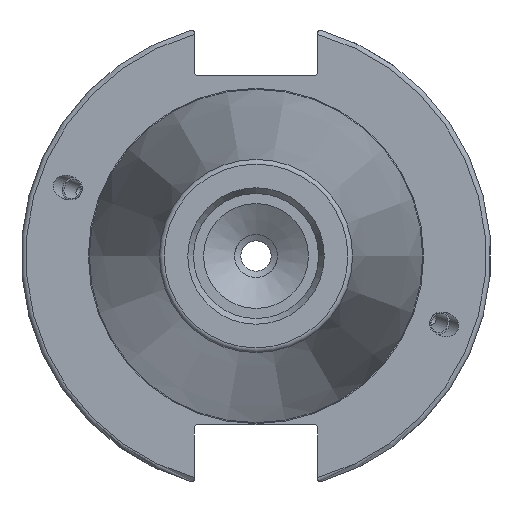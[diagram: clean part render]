
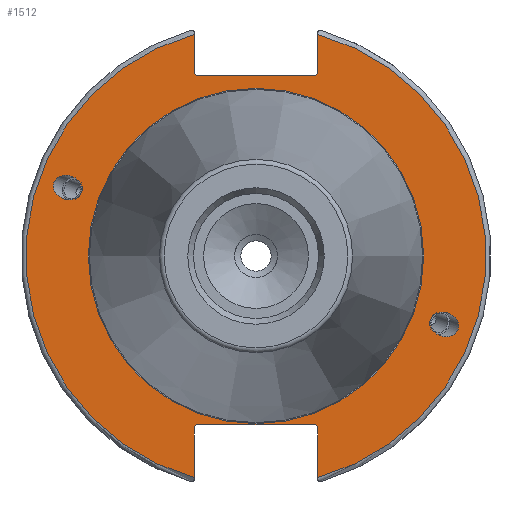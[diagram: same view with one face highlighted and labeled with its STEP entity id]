
A CAD part, left-side view. The second image highlights one B-rep face of the part: STEP entity #1512.
In plain terms, the highlighted planar face has unit normal (-1, 0, 0).
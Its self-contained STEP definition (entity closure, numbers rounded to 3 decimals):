
#31=ELLIPSE('',#1630,3.052,2.5);
#32=ELLIPSE('',#1666,3.052,2.5);
#43=PLANE('',#1674);
#82=FACE_BOUND('',#264,.T.);
#83=FACE_BOUND('',#265,.T.);
#84=FACE_BOUND('',#266,.T.);
#164=FACE_OUTER_BOUND('',#263,.T.);
#263=EDGE_LOOP('',(#1220,#1221,#1222,#1223,#1224,#1225,#1226,#1227,#1228,
#1229,#1230,#1231));
#264=EDGE_LOOP('',(#1232));
#265=EDGE_LOOP('',(#1233));
#266=EDGE_LOOP('',(#1234));
#364=CIRCLE('',#1672,35.125);
#366=CIRCLE('',#1675,48.213);
#367=CIRCLE('',#1676,48.213);
#436=LINE('',#2883,#528);
#437=LINE('',#2885,#529);
#438=LINE('',#2887,#530);
#439=LINE('',#2889,#531);
#440=LINE('',#2891,#532);
#441=LINE('',#2895,#533);
#442=LINE('',#2897,#534);
#443=LINE('',#2899,#535);
#444=LINE('',#2901,#536);
#445=LINE('',#2902,#537);
#528=VECTOR('',#1983,10.);
#529=VECTOR('',#1984,10.);
#530=VECTOR('',#1985,10.);
#531=VECTOR('',#1986,10.);
#532=VECTOR('',#1987,10.);
#533=VECTOR('',#1990,10.);
#534=VECTOR('',#1991,10.);
#535=VECTOR('',#1992,10.);
#536=VECTOR('',#1993,10.);
#537=VECTOR('',#1994,10.);
#674=VERTEX_POINT('',#2600);
#713=VERTEX_POINT('',#2863);
#717=VERTEX_POINT('',#2874);
#718=VERTEX_POINT('',#2879);
#719=VERTEX_POINT('',#2880);
#720=VERTEX_POINT('',#2882);
#721=VERTEX_POINT('',#2884);
#722=VERTEX_POINT('',#2886);
#723=VERTEX_POINT('',#2888);
#724=VERTEX_POINT('',#2890);
#725=VERTEX_POINT('',#2892);
#726=VERTEX_POINT('',#2894);
#727=VERTEX_POINT('',#2896);
#728=VERTEX_POINT('',#2898);
#729=VERTEX_POINT('',#2900);
#844=EDGE_CURVE('',#674,#674,#31,.T.);
#897=EDGE_CURVE('',#713,#713,#32,.T.);
#902=EDGE_CURVE('',#717,#717,#364,.T.);
#904=EDGE_CURVE('',#718,#719,#366,.T.);
#905=EDGE_CURVE('',#718,#720,#436,.T.);
#906=EDGE_CURVE('',#721,#720,#437,.T.);
#907=EDGE_CURVE('',#721,#722,#438,.T.);
#908=EDGE_CURVE('',#723,#722,#439,.T.);
#909=EDGE_CURVE('',#723,#724,#440,.T.);
#910=EDGE_CURVE('',#725,#724,#367,.T.);
#911=EDGE_CURVE('',#725,#726,#441,.T.);
#912=EDGE_CURVE('',#727,#726,#442,.T.);
#913=EDGE_CURVE('',#727,#728,#443,.T.);
#914=EDGE_CURVE('',#729,#728,#444,.T.);
#915=EDGE_CURVE('',#729,#719,#445,.T.);
#1220=ORIENTED_EDGE('',*,*,#904,.F.);
#1221=ORIENTED_EDGE('',*,*,#905,.T.);
#1222=ORIENTED_EDGE('',*,*,#906,.F.);
#1223=ORIENTED_EDGE('',*,*,#907,.T.);
#1224=ORIENTED_EDGE('',*,*,#908,.F.);
#1225=ORIENTED_EDGE('',*,*,#909,.T.);
#1226=ORIENTED_EDGE('',*,*,#910,.F.);
#1227=ORIENTED_EDGE('',*,*,#911,.T.);
#1228=ORIENTED_EDGE('',*,*,#912,.F.);
#1229=ORIENTED_EDGE('',*,*,#913,.T.);
#1230=ORIENTED_EDGE('',*,*,#914,.F.);
#1231=ORIENTED_EDGE('',*,*,#915,.T.);
#1232=ORIENTED_EDGE('',*,*,#844,.T.);
#1233=ORIENTED_EDGE('',*,*,#897,.T.);
#1234=ORIENTED_EDGE('',*,*,#902,.F.);
#1512=ADVANCED_FACE('',(#164,#82,#83,#84),#43,.T.);
#1630=AXIS2_PLACEMENT_3D('',#2602,#1873,#1874);
#1666=AXIS2_PLACEMENT_3D('',#2865,#1962,#1963);
#1672=AXIS2_PLACEMENT_3D('',#2876,#1975,#1976);
#1674=AXIS2_PLACEMENT_3D('',#2878,#1979,#1980);
#1675=AXIS2_PLACEMENT_3D('',#2881,#1981,#1982);
#1676=AXIS2_PLACEMENT_3D('',#2893,#1988,#1989);
#1873=DIRECTION('center_axis',(1.,0.,0.));
#1874=DIRECTION('ref_axis',(0.,-0.94,-0.342));
#1962=DIRECTION('center_axis',(1.,0.,0.));
#1963=DIRECTION('ref_axis',(0.,0.94,0.342));
#1975=DIRECTION('center_axis',(-1.,0.,0.));
#1976=DIRECTION('ref_axis',(0.,-1.,0.));
#1979=DIRECTION('center_axis',(-1.,0.,0.));
#1980=DIRECTION('ref_axis',(0.,0.,1.));
#1981=DIRECTION('center_axis',(1.,0.,0.));
#1982=DIRECTION('ref_axis',(0.,-1.,0.));
#1983=DIRECTION('',(0.,0.,-1.));
#1984=DIRECTION('',(0.,-0.707,0.707));
#1985=DIRECTION('',(0.,1.,0.));
#1986=DIRECTION('',(0.,-0.707,-0.707));
#1987=DIRECTION('',(0.,0.,1.));
#1988=DIRECTION('center_axis',(1.,0.,0.));
#1989=DIRECTION('ref_axis',(0.,1.,0.));
#1990=DIRECTION('',(0.,0.,1.));
#1991=DIRECTION('',(0.,0.707,-0.707));
#1992=DIRECTION('',(0.,-1.,0.));
#1993=DIRECTION('',(0.,0.707,0.707));
#1994=DIRECTION('',(0.,0.,-1.));
#2600=CARTESIAN_POINT('',(3.175,-36.599,-13.321));
#2602=CARTESIAN_POINT('Origin',(3.175,-39.467,-14.365));
#2863=CARTESIAN_POINT('',(3.175,36.599,13.321));
#2865=CARTESIAN_POINT('Origin',(3.175,39.467,14.365));
#2874=CARTESIAN_POINT('',(3.175,0.,35.125));
#2876=CARTESIAN_POINT('Origin',(3.175,0.,0.));
#2878=CARTESIAN_POINT('Origin',(3.175,49.213,0.));
#2879=CARTESIAN_POINT('',(3.175,-12.95,46.441));
#2880=CARTESIAN_POINT('',(3.175,-12.95,-46.441));
#2881=CARTESIAN_POINT('Origin',(3.175,0.,0.));
#2882=CARTESIAN_POINT('',(3.175,-12.95,38.219));
#2883=CARTESIAN_POINT('',(3.175,-12.95,18.86));
#2884=CARTESIAN_POINT('',(3.175,-12.45,37.719));
#2885=CARTESIAN_POINT('',(3.175,12.27,12.999));
#2886=CARTESIAN_POINT('',(3.175,12.45,37.719));
#2887=CARTESIAN_POINT('',(3.175,24.606,37.719));
#2888=CARTESIAN_POINT('',(3.175,12.95,38.219));
#2889=CARTESIAN_POINT('',(3.175,12.336,37.605));
#2890=CARTESIAN_POINT('',(3.175,12.95,46.441));
#2891=CARTESIAN_POINT('',(3.175,12.95,18.86));
#2892=CARTESIAN_POINT('',(3.175,12.95,-46.441));
#2893=CARTESIAN_POINT('Origin',(3.175,0.,0.));
#2894=CARTESIAN_POINT('',(3.175,12.95,-35.806));
#2895=CARTESIAN_POINT('',(3.175,12.95,-17.653));
#2896=CARTESIAN_POINT('',(3.175,12.45,-35.306));
#2897=CARTESIAN_POINT('',(3.175,12.939,-35.795));
#2898=CARTESIAN_POINT('',(3.175,-12.45,-35.306));
#2899=CARTESIAN_POINT('',(3.175,24.606,-35.306));
#2900=CARTESIAN_POINT('',(3.175,-12.95,-35.806));
#2901=CARTESIAN_POINT('',(3.175,11.667,-11.189));
#2902=CARTESIAN_POINT('',(3.175,-12.95,-17.653));
